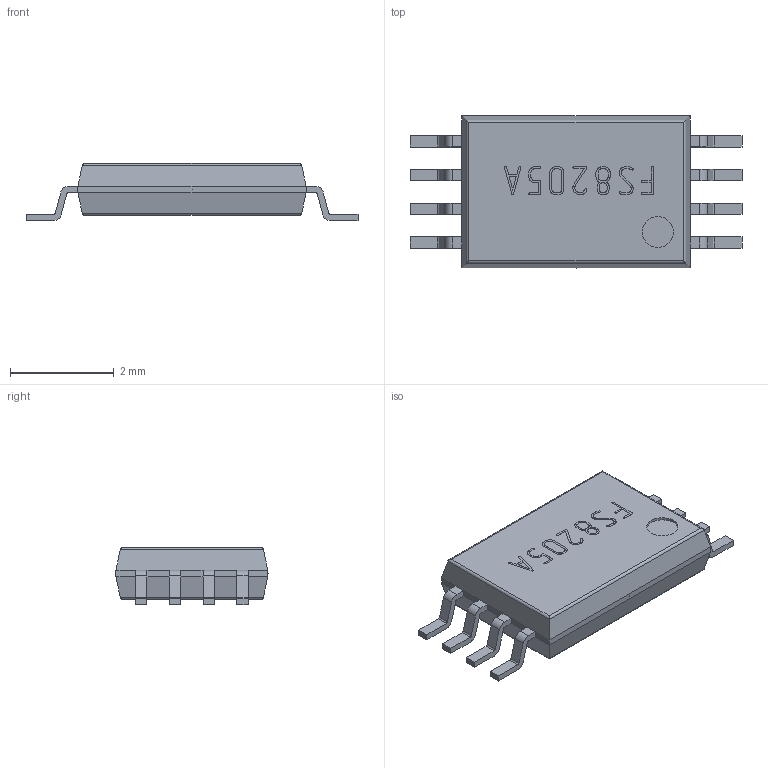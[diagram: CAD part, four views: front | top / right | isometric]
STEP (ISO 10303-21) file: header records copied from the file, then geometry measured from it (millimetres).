
FILE_DESCRIPTION(('STEP AP242'), '1');
FILE_NAME('FS8205A', '', ('UNSPECIFIED'), ('UNSPECIFIED'), 'C3D Converter', 'C3D Toolkit', '');
FILE_SCHEMA(('AP242_MANAGED_MODEL_BASED_3D_ENGINEERING_MIM_LF { 1 0 10303 442 1 1 4 }'));
Length unit declared in the file: millimetre
Bounding box: 6.4 x 2.94 x 1.1 mm (x, y, z)
Volume: 12.6 mm3; surface area: 44.9 mm2
Topology: 1 solids, 1 shells, 366 faces, 1010 edges, 663 vertices
Faces by surface type: plane 187, extrusion 138, cylinder 41
Full cylindrical faces by diameter (mm): 0.6 x1
Entity records: 14647 total; most frequent: CARTESIAN_POINT 2888, ORIENTED_EDGE 2008, DIRECTION 1386, EDGE_CURVE 1004, VECTOR 792, VERTEX_POINT 654, LINE 654, B_SPLINE_CURVE_WITH_KNOTS 414
